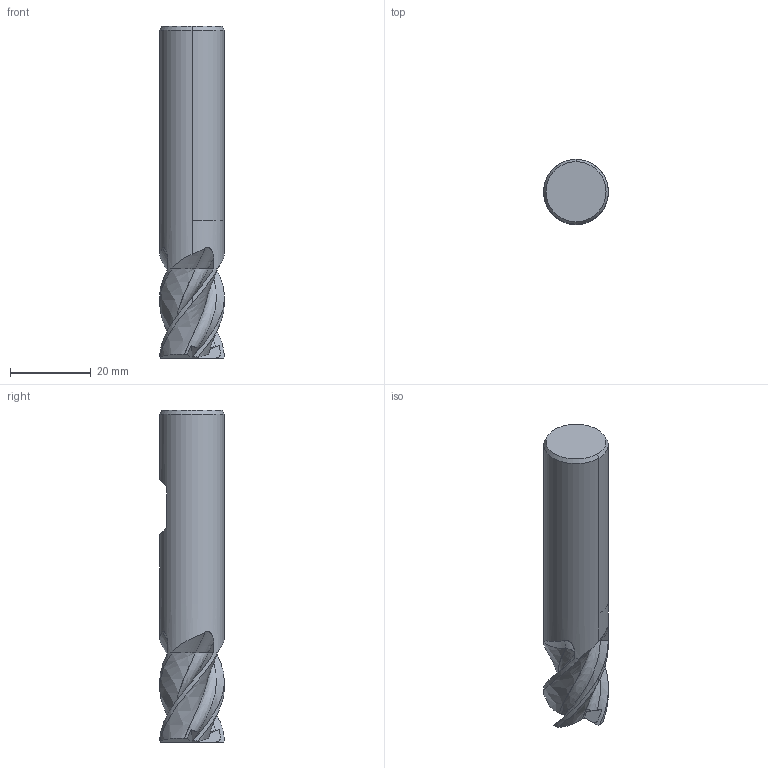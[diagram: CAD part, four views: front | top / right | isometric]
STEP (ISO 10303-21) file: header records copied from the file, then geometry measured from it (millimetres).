
FILE_DESCRIPTION(('no description'),'unknown implementation level');
FILE_NAME('BCU1-M01-0204-16-Detail.stp',' ',('CIMSOURCE GmbH'),('CADClick - KiM GmbH - www.kimweb.de'),'unknown preprocess','ACIS','unknown authorization');
FILE_SCHEMA(('automotive_design'));
Length unit declared in the file: millimetre
Products named in the file (2): NOCUT; CUT
Bounding box: 16 x 16 x 82 mm (x, y, z)
Volume: 14033 mm3; surface area: 4849.5 mm2
Topology: 2 solids, 2 shells, 79 faces, 215 edges, 141 vertices
Faces by surface type: plane 27, bspline 20, revolution 16, cone 12, cylinder 4
Entity records: 11594 total; most frequent: CARTESIAN_POINT 7377, STYLED_ITEM 437, PRESENTATION_STYLE_ASSIGNMENT 437, COLOUR_RGB 437, ORIENTED_EDGE 430, DIRECTION 267, EDGE_CURVE 215, CURVE_STYLE 215
